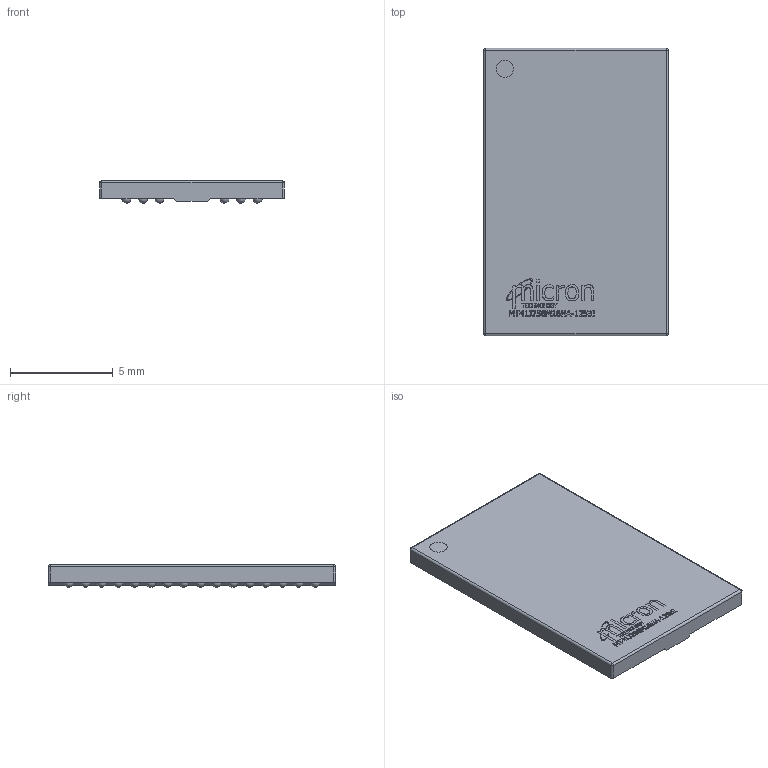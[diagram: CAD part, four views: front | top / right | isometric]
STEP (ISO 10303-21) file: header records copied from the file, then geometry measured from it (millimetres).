
FILE_DESCRIPTION( ( '' ), ' ' );
FILE_NAME( '5bdd583edc131b14eebd80a5.step', '2018-11-03T08:11:43', ( '' ), ( '' ), ' ', ' ', ' ' );
FILE_SCHEMA( ( 'AUTOMOTIVE_DESIGN { 1 0 10303 214 1 1 1 1 }' ) );
Length unit declared in the file: metre
Products named in the file (136): Open CASCADE STEP translator 6.8 3; Open CASCADE STEP translator 6.8 2; Open CASCADE STEP translator 6.8 1
Bounding box: 9 x 14 x 1.11 mm (x, y, z)
Volume: 115.5 mm3; surface area: 365 mm2
Topology: 136 solids, 136 shells, 684 faces, 1800 edges, 1196 vertices
Faces by surface type: plane 373, extrusion 137, sphere 100, cylinder 70, bspline 4
Full cylindrical faces by diameter (mm): 0.84 x1
Entity records: 35185 total; most frequent: CARTESIAN_POINT 5668, ORIENTED_EDGE 3022, DIRECTION 2806, STYLED_ITEM 2195, PRESENTATION_STYLE_ASSIGNMENT 2195, COLOUR_RGB 2195, EDGE_CURVE 1511, CURVE_STYLE 1511
